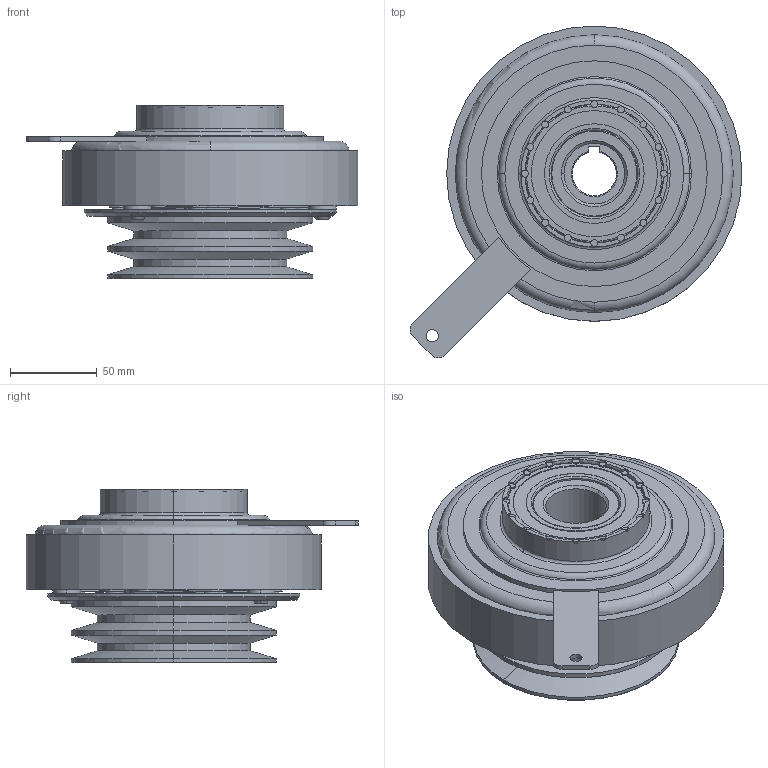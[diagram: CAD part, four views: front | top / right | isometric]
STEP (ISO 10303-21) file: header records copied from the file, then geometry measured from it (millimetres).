
FILE_DESCRIPTION (( 'STEP AP203' ), '1' );
FILE_NAME ('51684900_06_MGCL.STEP', '2015-08-31T01:19:12', ( '' ), ( '' ), 'SwSTEP 2.0', 'SolidWorks 2014', '' );
FILE_SCHEMA (( 'CONFIG_CONTROL_DESIGN' ));
Length unit declared in the file: millimetre
Products named in the file (1): 51684900_06_MGCL
Bounding box: 191.1 x 191.1 x 99.95 mm (x, y, z)
Volume: 1205263 mm3; surface area: 183743.7 mm2
Topology: 1 solids, 18 shells, 584 faces, 1510 edges, 942 vertices
Faces by surface type: cylinder 275, plane 227, cone 52, torus 30
Entity records: 18342 total; most frequent: DIRECTION 3509, CARTESIAN_POINT 3127, ORIENTED_EDGE 3020, EDGE_CURVE 1510, AXIS2_PLACEMENT_3D 1444, VERTEX_POINT 942, CIRCLE 859, EDGE_LOOP 688
